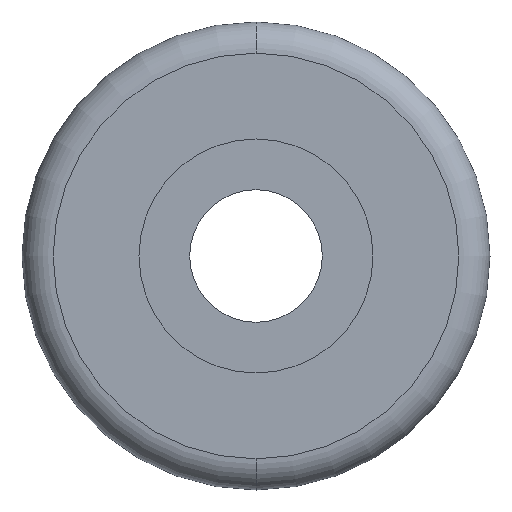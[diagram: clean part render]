
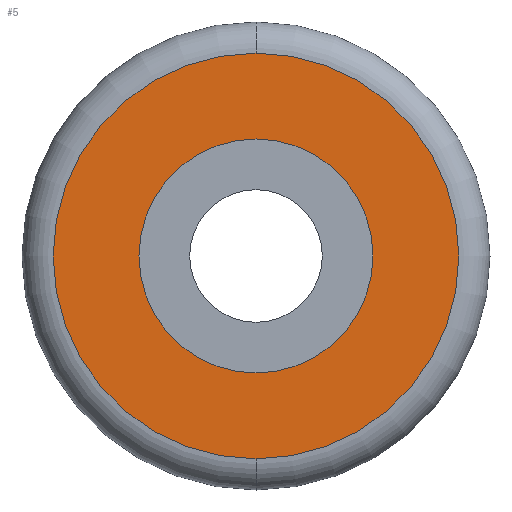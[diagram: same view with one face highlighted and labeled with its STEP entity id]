
A CAD part, front view. The second image highlights one B-rep face of the part: STEP entity #5.
In plain terms, the highlighted planar face has unit normal (0, -1, 0).
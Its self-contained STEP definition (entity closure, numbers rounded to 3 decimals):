
#5 = ADVANCED_FACE ( 'NONE', ( #479, #205 ), #73, .T. ) ;
#12 = VERTEX_POINT ( 'NONE', #117 ) ;
#14 = ORIENTED_EDGE ( 'NONE', *, *, #432, .T. ) ;
#44 = CARTESIAN_POINT ( 'NONE',  ( 0., 0., 0. ) ) ;
#58 = DIRECTION ( 'NONE',  ( 0., 0., -1. ) ) ;
#59 = DIRECTION ( 'NONE',  ( 0., -1., 0. ) ) ;
#63 = DIRECTION ( 'NONE',  ( 0., -1., 0. ) ) ;
#64 = CARTESIAN_POINT ( 'NONE',  ( 0., 0., 0. ) ) ;
#65 = AXIS2_PLACEMENT_3D ( 'NONE', #93, #570, #91 ) ;
#73 = PLANE ( 'NONE',  #377 ) ;
#91 = DIRECTION ( 'NONE',  ( 0., 0., -1. ) ) ;
#93 = CARTESIAN_POINT ( 'NONE',  ( 0., 0., 0. ) ) ;
#101 = DIRECTION ( 'NONE',  ( 0., 0., -1. ) ) ;
#112 = AXIS2_PLACEMENT_3D ( 'NONE', #64, #59, #58 ) ;
#117 = CARTESIAN_POINT ( 'NONE',  ( 0., 0., 7.5 ) ) ;
#124 = CARTESIAN_POINT ( 'NONE',  ( 7.5, 0., 0. ) ) ;
#166 = CARTESIAN_POINT ( 'NONE',  ( 0., 0., -7.5 ) ) ;
#184 = CIRCLE ( 'NONE', #194, 13. ) ;
#194 = AXIS2_PLACEMENT_3D ( 'NONE', #238, #234, #233 ) ;
#205 = FACE_BOUND ( 'NONE', #610, .T. ) ;
#216 = ORIENTED_EDGE ( 'NONE', *, *, #485, .F. ) ;
#233 = DIRECTION ( 'NONE',  ( 0., 0., -1. ) ) ;
#234 = DIRECTION ( 'NONE',  ( 0., -1., 0. ) ) ;
#238 = CARTESIAN_POINT ( 'NONE',  ( 0., 0., 0. ) ) ;
#250 = CIRCLE ( 'NONE', #112, 7.5 ) ;
#273 = CIRCLE ( 'NONE', #65, 7.5 ) ;
#274 = AXIS2_PLACEMENT_3D ( 'NONE', #44, #599, #603 ) ;
#318 = CARTESIAN_POINT ( 'NONE',  ( 0., 0., 13. ) ) ;
#377 = AXIS2_PLACEMENT_3D ( 'NONE', #124, #63, #101 ) ;
#411 = ORIENTED_EDGE ( 'NONE', *, *, #475, .F. ) ;
#419 = VERTEX_POINT ( 'NONE', #318 ) ;
#432 = EDGE_CURVE ( 'NONE', #584, #419, #184, .T. ) ;
#449 = VERTEX_POINT ( 'NONE', #166 ) ;
#475 = EDGE_CURVE ( 'NONE', #12, #449, #273, .T. ) ;
#479 = FACE_OUTER_BOUND ( 'NONE', #607, .T. ) ;
#485 = EDGE_CURVE ( 'NONE', #449, #12, #250, .T. ) ;
#494 = EDGE_CURVE ( 'NONE', #419, #584, #588, .T. ) ;
#543 = ORIENTED_EDGE ( 'NONE', *, *, #494, .T. ) ;
#570 = DIRECTION ( 'NONE',  ( 0., -1., 0. ) ) ;
#584 = VERTEX_POINT ( 'NONE', #586 ) ;
#586 = CARTESIAN_POINT ( 'NONE',  ( 0., 0., -13. ) ) ;
#588 = CIRCLE ( 'NONE', #274, 13. ) ;
#599 = DIRECTION ( 'NONE',  ( 0., -1., 0. ) ) ;
#603 = DIRECTION ( 'NONE',  ( 0., 0., -1. ) ) ;
#607 = EDGE_LOOP ( 'NONE', ( #14, #543 ) ) ;
#610 = EDGE_LOOP ( 'NONE', ( #216, #411 ) ) ;
